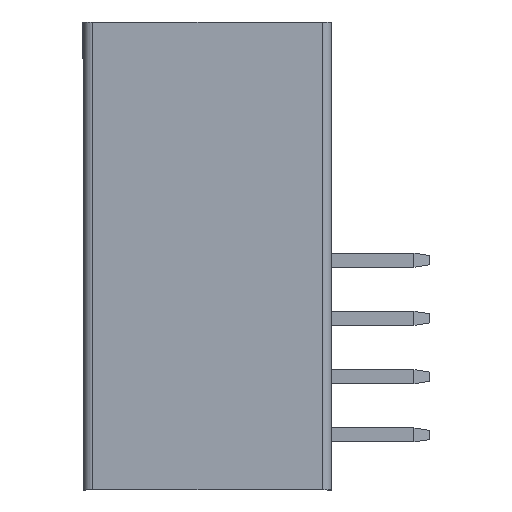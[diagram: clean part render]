
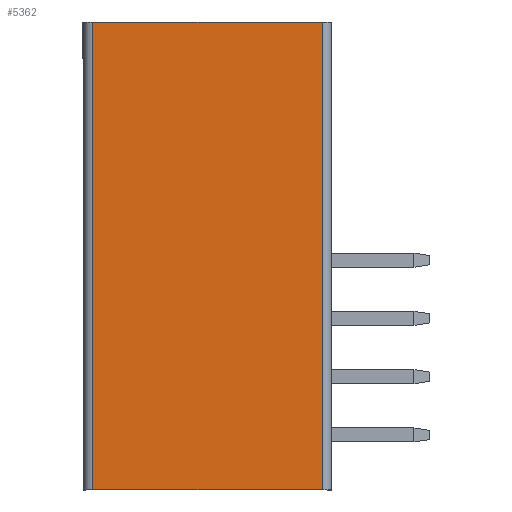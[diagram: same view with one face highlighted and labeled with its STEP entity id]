
A CAD part, left-side view. The second image highlights one B-rep face of the part: STEP entity #5362.
In plain terms, the highlighted planar face has unit normal (-1, 0, 0).
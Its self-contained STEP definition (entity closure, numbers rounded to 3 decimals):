
#5323=CARTESIAN_POINT('',(-12.38,0.,0.));
#5324=DIRECTION('',(0.,-1.,0.));
#5325=DIRECTION('',(-1.,0.,0.));
#5326=AXIS2_PLACEMENT_3D('',#5323,#5325,#5324);
#5327=PLANE('',#5326);
#5328=CARTESIAN_POINT('',(-12.38,-3.75,7.65));
#5329=VERTEX_POINT('',#5328);
#5330=CARTESIAN_POINT('',(-12.38,3.75,7.65));
#5331=VERTEX_POINT('',#5330);
#5332=CARTESIAN_POINT('',(-12.38,-3.75,7.65));
#5333=DIRECTION('',(0.,1.,0.));
#5334=VECTOR('',#5333,7.5);
#5335=LINE('',#5332,#5334);
#5336=EDGE_CURVE('',#5329,#5331,#5335,.T.);
#5337=ORIENTED_EDGE('',*,*,#5336,.T.);
#5338=CARTESIAN_POINT('',(-12.38,3.75,-7.65));
#5339=VERTEX_POINT('',#5338);
#5340=CARTESIAN_POINT('',(-12.38,3.75,7.65));
#5341=DIRECTION('',(0.,0.,-1.));
#5342=VECTOR('',#5341,15.3);
#5343=LINE('',#5340,#5342);
#5344=EDGE_CURVE('',#5331,#5339,#5343,.T.);
#5345=ORIENTED_EDGE('',*,*,#5344,.T.);
#5346=CARTESIAN_POINT('',(-12.38,-3.75,-7.65));
#5347=VERTEX_POINT('',#5346);
#5348=CARTESIAN_POINT('',(-12.38,3.75,-7.65));
#5349=DIRECTION('',(0.,-1.,0.));
#5350=VECTOR('',#5349,7.5);
#5351=LINE('',#5348,#5350);
#5352=EDGE_CURVE('',#5339,#5347,#5351,.T.);
#5353=ORIENTED_EDGE('',*,*,#5352,.T.);
#5354=CARTESIAN_POINT('',(-12.38,-3.75,-7.65));
#5355=DIRECTION('',(0.,0.,1.));
#5356=VECTOR('',#5355,15.3);
#5357=LINE('',#5354,#5356);
#5358=EDGE_CURVE('',#5347,#5329,#5357,.T.);
#5359=ORIENTED_EDGE('',*,*,#5358,.T.);
#5360=EDGE_LOOP('',(#5337,#5345,#5353,#5359));
#5361=FACE_OUTER_BOUND('',#5360,.T.);
#5362=ADVANCED_FACE('',(#5361),#5327,.T.);
